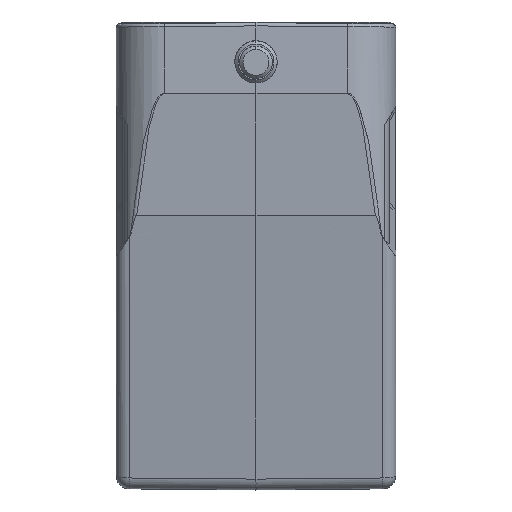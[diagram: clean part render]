
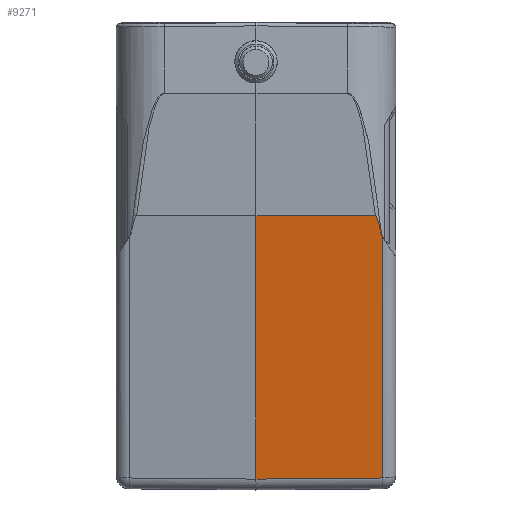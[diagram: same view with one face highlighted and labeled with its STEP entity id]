
A CAD part, left-side view. The second image highlights one B-rep face of the part: STEP entity #9271.
In plain terms, the highlighted planar face has unit normal (-0.987, -0.009, -0.16).
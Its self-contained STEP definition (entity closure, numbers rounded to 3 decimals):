
#726=DIRECTION('',(-0.16,0.,0.987));
#727=VECTOR('',#726,37.533);
#728=CARTESIAN_POINT('',(-21.628,-19.517,
-70.15));
#729=LINE('',#728,#727);
#730=CARTESIAN_POINT('',(-27.646,-19.517,
-33.103));
#1316=CARTESIAN_POINT('',(-28.196,-18.361,
-29.778));
#1353=CARTESIAN_POINT('',(-27.724,-19.251,
-32.64));
#1354=CARTESIAN_POINT('',(-27.723,-19.251,
-32.643));
#1355=CARTESIAN_POINT('',(-27.722,-19.253,
-32.648));
#1356=CARTESIAN_POINT('',(-27.722,-19.253,
-32.657));
#1357=CARTESIAN_POINT('',(-27.718,-19.257,
-32.658));
#1358=CARTESIAN_POINT('',(-27.718,-19.261,
-32.658));
#1360=CARTESIAN_POINT('',(-27.718,-19.261,
-32.658));
#1361=CARTESIAN_POINT('',(-27.71,-19.29,
-32.709));
#1362=CARTESIAN_POINT('',(-27.696,-19.348,
-32.809));
#1363=CARTESIAN_POINT('',(-27.671,-19.432,
-32.955));
#1364=CARTESIAN_POINT('',(-27.654,-19.489,
-33.054));
#1365=CARTESIAN_POINT('',(-27.646,-19.517,
-33.103));
#1367=DIRECTION('',(-0.007,1.,-0.009));
#1368=VECTOR('',#1367,19.519);
#1369=CARTESIAN_POINT('',(-21.628,-19.517,
-70.15));
#1370=LINE('',#1369,#1368);
#1371=DIRECTION('',(0.009,-1.,0.001));
#1372=VECTOR('',#1371,18.362);
#1373=CARTESIAN_POINT('',(-28.355,0.,
-29.803));
#1374=LINE('',#1373,#1372);
#1375=CARTESIAN_POINT('',(-28.196,-18.361,
-29.778));
#1376=CARTESIAN_POINT('',(-28.196,-18.371,
-29.777));
#1377=CARTESIAN_POINT('',(-28.196,-18.386,
-29.782));
#1378=CARTESIAN_POINT('',(-28.194,-18.414,
-29.792));
#1379=CARTESIAN_POINT('',(-28.19,-18.44,
-29.811));
#1380=CARTESIAN_POINT('',(-28.186,-18.465,
-29.836));
#1381=CARTESIAN_POINT('',(-28.181,-18.49,
-29.866));
#1382=CARTESIAN_POINT('',(-28.175,-18.514,
-29.901));
#1383=CARTESIAN_POINT('',(-28.168,-18.539,
-29.941));
#1384=CARTESIAN_POINT('',(-28.161,-18.563,
-29.986));
#1385=CARTESIAN_POINT('',(-28.153,-18.588,
-30.036));
#1386=CARTESIAN_POINT('',(-28.143,-18.613,
-30.092));
#1387=CARTESIAN_POINT('',(-28.133,-18.639,
-30.153));
#1388=CARTESIAN_POINT('',(-28.122,-18.666,
-30.22));
#1389=CARTESIAN_POINT('',(-28.11,-18.693,
-30.294));
#1390=CARTESIAN_POINT('',(-28.096,-18.721,
-30.375));
#1391=CARTESIAN_POINT('',(-28.082,-18.75,
-30.463));
#1392=CARTESIAN_POINT('',(-28.066,-18.78,
-30.56));
#1393=CARTESIAN_POINT('',(-28.048,-18.811,
-30.665));
#1394=CARTESIAN_POINT('',(-28.03,-18.844,
-30.779));
#1395=CARTESIAN_POINT('',(-28.009,-18.877,
-30.903));
#1396=CARTESIAN_POINT('',(-27.987,-18.912,
-31.039));
#1397=CARTESIAN_POINT('',(-27.963,-18.949,
-31.186));
#1398=CARTESIAN_POINT('',(-27.936,-18.987,
-31.346));
#1399=CARTESIAN_POINT('',(-27.908,-19.026,
-31.519));
#1400=CARTESIAN_POINT('',(-27.877,-19.068,
-31.708));
#1401=CARTESIAN_POINT('',(-27.843,-19.111,
-31.912));
#1402=CARTESIAN_POINT('',(-27.807,-19.155,
-32.135));
#1403=CARTESIAN_POINT('',(-27.767,-19.202,
-32.375));
#1404=CARTESIAN_POINT('',(-27.738,-19.235,
-32.55));
#1405=CARTESIAN_POINT('',(-27.724,-19.251,
-32.64));
#2083=DIRECTION('',(0.16,0.,-0.987));
#2084=VECTOR('',#2083,41.049);
#2085=CARTESIAN_POINT('',(-28.355,0.,
-29.803));
#2086=LINE('',#2085,#2084);
#6609=VERTEX_POINT('',#730);
#6610=VERTEX_POINT('',#1360);
#6611=CARTESIAN_POINT('',(-21.628,-19.517,
-70.15));
#6612=VERTEX_POINT('',#6611);
#6745=VERTEX_POINT('',#1316);
#6746=CARTESIAN_POINT('',(-28.355,0.,
-29.803));
#6747=VERTEX_POINT('',#6746);
#6748=VERTEX_POINT('',#1353);
#6749=CARTESIAN_POINT('',(-21.773,0.,
-70.321));
#6750=VERTEX_POINT('',#6749);
#9255=CARTESIAN_POINT('',(-21.5,0.,-72.));
#9256=DIRECTION('',(-0.987,-0.009,-0.16));
#9257=DIRECTION('',(-0.16,0.,0.987));
#9258=AXIS2_PLACEMENT_3D('',#9255,#9256,#9257);
#9259=PLANE('',#9258);
#9260=ORIENTED_EDGE('',*,*,#9248,.T.);
#9261=ORIENTED_EDGE('',*,*,#8335,.T.);
#9262=ORIENTED_EDGE('',*,*,#8387,.F.);
#9264=ORIENTED_EDGE('',*,*,#9263,.T.);
#9266=ORIENTED_EDGE('',*,*,#9265,.F.);
#9267=ORIENTED_EDGE('',*,*,#9116,.T.);
#9268=ORIENTED_EDGE('',*,*,#9250,.T.);
#9269=EDGE_LOOP('',(#9260,#9261,#9262,#9264,#9266,#9267,#9268));
#9270=FACE_OUTER_BOUND('',#9269,.F.);
#9271=ADVANCED_FACE('',(#9270),#9259,.T.);
#1359=B_SPLINE_CURVE_WITH_KNOTS('',3,(#1353,#1354,#1355,#1356,#1357,#1358),
.UNSPECIFIED.,.F.,.F.,(4,1,1,4),(0.,0.333,0.667,1.),
.UNSPECIFIED.);
#1366=B_SPLINE_CURVE_WITH_KNOTS('',3,(#1360,#1361,#1362,#1363,#1364,#1365),
.UNSPECIFIED.,.F.,.F.,(4,1,1,4),(0.,0.333,0.667,1.),
.UNSPECIFIED.);
#1406=B_SPLINE_CURVE_WITH_KNOTS('',3,(#1375,#1376,#1377,#1378,#1379,#1380,#1381,
#1382,#1383,#1384,#1385,#1386,#1387,#1388,#1389,#1390,#1391,#1392,#1393,#1394,
#1395,#1396,#1397,#1398,#1399,#1400,#1401,#1402,#1403,#1404,#1405),
.UNSPECIFIED.,.F.,.F.,(4,1,1,1,1,1,1,1,1,1,1,1,1,1,1,1,1,1,1,1,1,1,1,1,1,1,1,1,
4),(0.,0.036,0.071,0.107,
0.143,0.179,0.214,0.25,0.286,
0.321,0.357,0.393,0.429,
0.464,0.5,0.536,0.571,0.607,
0.643,0.679,0.714,0.75,0.786,
0.821,0.857,0.893,0.929,
0.964,1.),.UNSPECIFIED.);
#8335=EDGE_CURVE('',#6610,#6609,#1366,.T.);
#8387=EDGE_CURVE('',#6612,#6609,#729,.T.);
#9116=EDGE_CURVE('',#6747,#6745,#1374,.T.);
#9248=EDGE_CURVE('',#6748,#6610,#1359,.T.);
#9250=EDGE_CURVE('',#6745,#6748,#1406,.T.);
#9263=EDGE_CURVE('',#6612,#6750,#1370,.T.);
#9265=EDGE_CURVE('',#6747,#6750,#2086,.T.);
